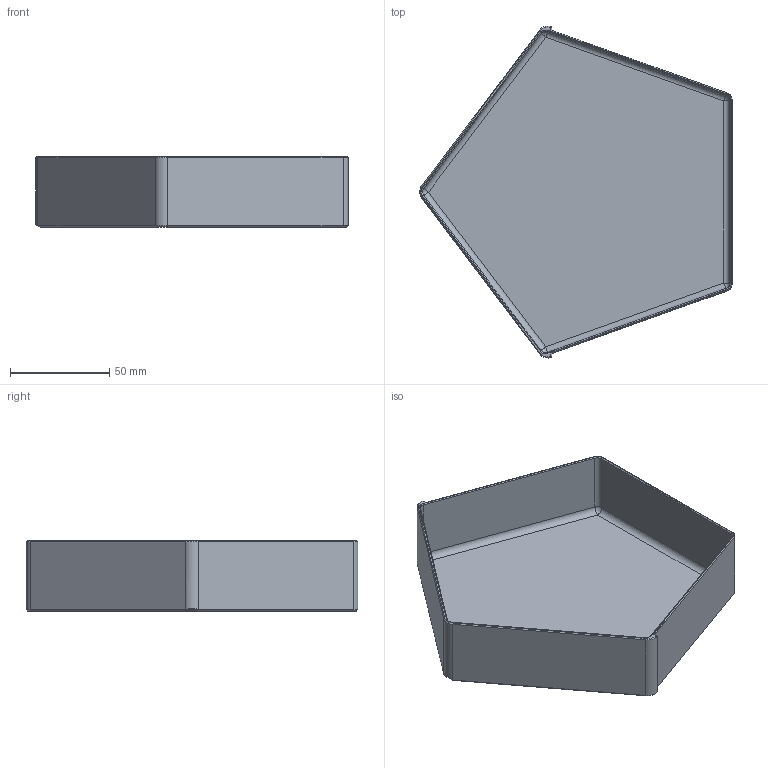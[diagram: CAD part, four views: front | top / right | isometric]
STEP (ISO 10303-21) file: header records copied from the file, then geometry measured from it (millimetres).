
FILE_DESCRIPTION(('FreeCAD Model'),'2;1');
FILE_NAME('Open CASCADE Shape Model','2024-12-22T10:55:54',(''),(''), 'Open CASCADE STEP processor 7.8','FreeCAD','Unknown');
FILE_SCHEMA(('AUTOMOTIVE_DESIGN { 1 0 10303 214 1 1 1 1 }'));
Length unit declared in the file: millimetre
Products named in the file (1): drawer
Bounding box: 157.19 x 166.93 x 35.5 mm (x, y, z)
Volume: 58465.1 mm3; surface area: 69287 mm2
Topology: 1 solids, 1 shells, 71 faces, 161 edges, 88 vertices
Faces by surface type: plane 35, cone 16, cylinder 15, sphere 5
Entity records: 3986 total; most frequent: CARTESIAN_POINT 704, DIRECTION 648, LINE 381, VECTOR 381, ORIENTED_EDGE 312, PCURVE 312, DEFINITIONAL_REPRESENTATION 312, EDGE_CURVE 156
